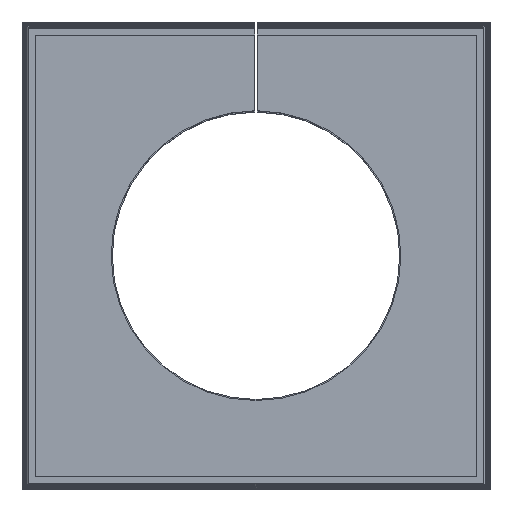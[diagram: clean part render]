
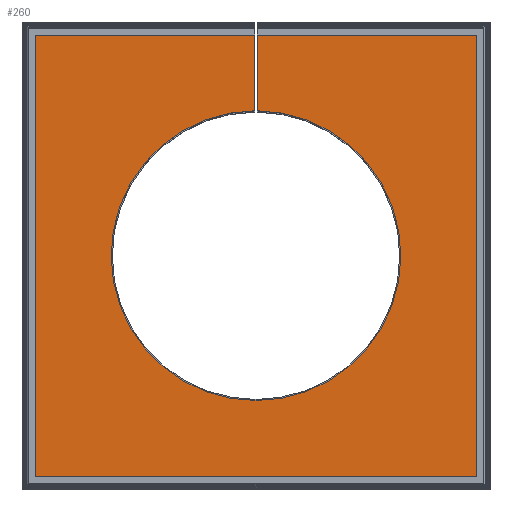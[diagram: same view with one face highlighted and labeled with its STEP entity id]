
A CAD part, top view. The second image highlights one B-rep face of the part: STEP entity #260.
In plain terms, the highlighted planar face has unit normal (0, 0, 1).
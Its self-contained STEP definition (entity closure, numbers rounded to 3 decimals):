
#60=CIRCLE('',#2184,13.);
#260=ADVANCED_FACE('',(#459),#359,.T.);
#359=PLANE('',#2185);
#459=FACE_OUTER_BOUND('',#580,.T.);
#580=EDGE_LOOP('',(#1031,#1032,#1033,#1034,#1035,#1036,#1037,#1038));
#1031=ORIENTED_EDGE('',*,*,#1619,.F.);
#1032=ORIENTED_EDGE('',*,*,#1620,.T.);
#1033=ORIENTED_EDGE('',*,*,#1621,.T.);
#1034=ORIENTED_EDGE('',*,*,#1622,.T.);
#1035=ORIENTED_EDGE('',*,*,#1623,.T.);
#1036=ORIENTED_EDGE('',*,*,#1417,.T.);
#1037=ORIENTED_EDGE('',*,*,#1624,.T.);
#1038=ORIENTED_EDGE('',*,*,#1625,.F.);
#1221=VERTEX_POINT('',#2739);
#1223=VERTEX_POINT('',#2742);
#1349=VERTEX_POINT('',#3777);
#1350=VERTEX_POINT('',#3778);
#1351=VERTEX_POINT('',#3780);
#1352=VERTEX_POINT('',#3782);
#1353=VERTEX_POINT('',#3784);
#1354=VERTEX_POINT('',#3787);
#1417=EDGE_CURVE('',#1223,#1221,#1712,.T.);
#1619=EDGE_CURVE('',#1349,#1350,#1845,.T.);
#1620=EDGE_CURVE('',#1349,#1351,#1846,.T.);
#1621=EDGE_CURVE('',#1351,#1352,#1847,.T.);
#1622=EDGE_CURVE('',#1352,#1353,#1848,.T.);
#1623=EDGE_CURVE('',#1353,#1223,#1849,.T.);
#1624=EDGE_CURVE('',#1221,#1354,#1850,.T.);
#1625=EDGE_CURVE('',#1350,#1354,#60,.T.);
#1712=LINE('',#2741,#1917);
#1845=LINE('',#3776,#2063);
#1846=LINE('',#3779,#2064);
#1847=LINE('',#3781,#2065);
#1848=LINE('',#3783,#2066);
#1849=LINE('',#3785,#2067);
#1850=LINE('',#3786,#2068);
#1917=VECTOR('',#2270,1.);
#2063=VECTOR('',#2556,1.);
#2064=VECTOR('',#2557,1.);
#2065=VECTOR('',#2558,1.);
#2066=VECTOR('',#2559,1.);
#2067=VECTOR('',#2560,1.);
#2068=VECTOR('',#2561,1.);
#2184=AXIS2_PLACEMENT_3D('',#3788,#2562,#2563);
#2185=AXIS2_PLACEMENT_3D('',#3789,#2564,#2565);
#2270=DIRECTION('',(-1.,0.,0.));
#2556=DIRECTION('',(0.,-1.,0.));
#2557=DIRECTION('',(-1.,0.,0.));
#2558=DIRECTION('',(0.,-1.,0.));
#2559=DIRECTION('',(1.,0.,0.));
#2560=DIRECTION('',(0.,1.,0.));
#2561=DIRECTION('',(0.,-1.,0.));
#2562=DIRECTION('',(0.,0.,1.));
#2563=DIRECTION('',(1.,0.,0.));
#2564=DIRECTION('',(0.,0.,1.));
#2565=DIRECTION('',(-1.,0.,0.));
#2739=CARTESIAN_POINT('',(0.1,19.8,17.7));
#2741=CARTESIAN_POINT('',(19.8,19.8,17.7));
#2742=CARTESIAN_POINT('',(19.8,19.8,17.7));
#3776=CARTESIAN_POINT('',(-0.1,0.,17.7));
#3777=CARTESIAN_POINT('',(-0.1,19.8,17.7));
#3778=CARTESIAN_POINT('',(-0.1,13.,17.7));
#3779=CARTESIAN_POINT('',(19.8,19.8,17.7));
#3780=CARTESIAN_POINT('',(-19.8,19.8,17.7));
#3781=CARTESIAN_POINT('',(-19.8,19.8,17.7));
#3782=CARTESIAN_POINT('',(-19.8,-19.8,17.7));
#3783=CARTESIAN_POINT('',(-19.8,-19.8,17.7));
#3784=CARTESIAN_POINT('',(19.8,-19.8,17.7));
#3785=CARTESIAN_POINT('',(19.8,-19.8,17.7));
#3786=CARTESIAN_POINT('',(0.1,0.,17.7));
#3787=CARTESIAN_POINT('',(0.1,13.,17.7));
#3788=CARTESIAN_POINT('',(0.,0.,17.7));
#3789=CARTESIAN_POINT('',(0.,0.,17.7));
